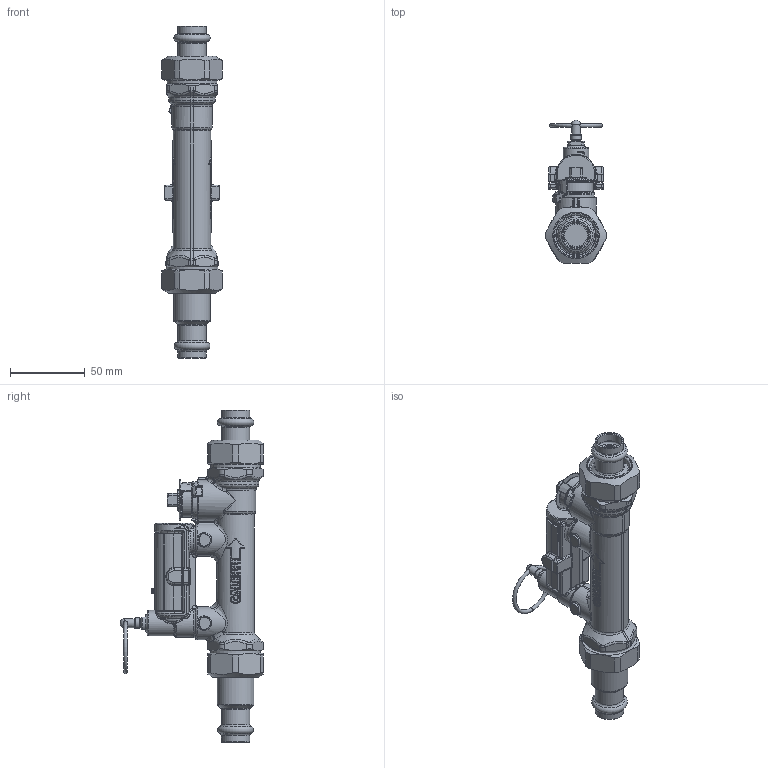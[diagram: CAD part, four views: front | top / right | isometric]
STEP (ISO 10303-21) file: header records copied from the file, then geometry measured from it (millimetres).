
FILE_DESCRIPTION(/* description */ (''),/* implementation_level */ '2;1');
FILE_NAME(/* name */ '132456AFC.stp',/* time_stamp */ '2025-07-15T11:13:11-05:00',/* author */ ('ischreiner'),/* organization */ (''),/* preprocessor_version */ 'ST-DEVELOPER v20',/* originating_system */ 'Autodesk Inventor 2025',/* authorisation */ '');
FILE_SCHEMA (('AUTOMOTIVE_DESIGN { 1 0 10303 214 3 1 1 }'));
Length unit declared in the file: inch
Products named in the file (5): 132456AFC; 132637 - TST; F61008 - 1 inch union nut; 0.50 Tailpiece NA10864; NA10403
Assembly tree (5 placements, depth 2):
  132456AFC
    132637 - TST
    F61008 - 1 inch union nut  x2
    0.50 Tailpiece NA10864
    NA10403
Bounding box: 40.63 x 95.91 x 221.45 mm (x, y, z)
Volume: 185740 mm3; surface area: 56460.8 mm2
Topology: 8 solids, 8 shells, 1830 faces, 4292 edges, 2434 vertices
Faces by surface type: bspline 927, cylinder 381, plane 261, sphere 107, torus 85, cone 69
Full cylindrical faces by diameter (mm): 2.5 x1, 3 x1, 3.1 x1, 3.3 x1, 4.1 x1, 4.2 x1, 6 x2, 7 x1, 14.5 x1, 15.113 x1, 15.24 x1, 16.154 x2, 16.205 x2, 17 x1, 18.796 x2, 18.847 x2, 20.091 x2, 20.625 x1, 22 x1, 22.7 x2, 24.2 x1, 24.384 x1, 26 x1, 26.924 x2, 27.686 x1, 29.591 x2, 30.302 x2, 33.1 x2
Entity records: 122736 total; most frequent: CARTESIAN_POINT 85619, ORIENTED_EDGE 8314, DIRECTION 6655, EDGE_CURVE 4157, AXIS2_PLACEMENT_3D 2903, VERTEX_POINT 2399, EDGE_LOOP 1862, FACE_OUTER_BOUND 1809
